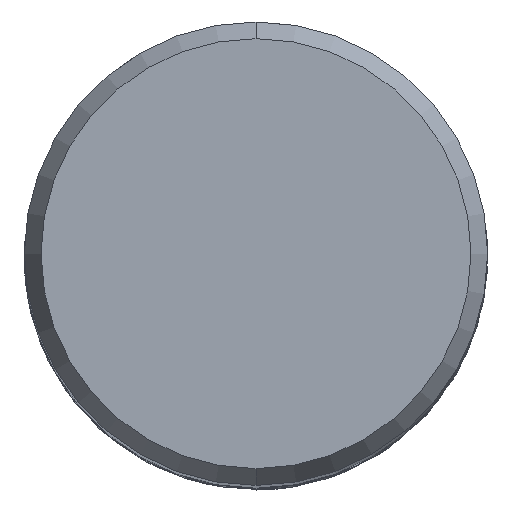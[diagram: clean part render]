
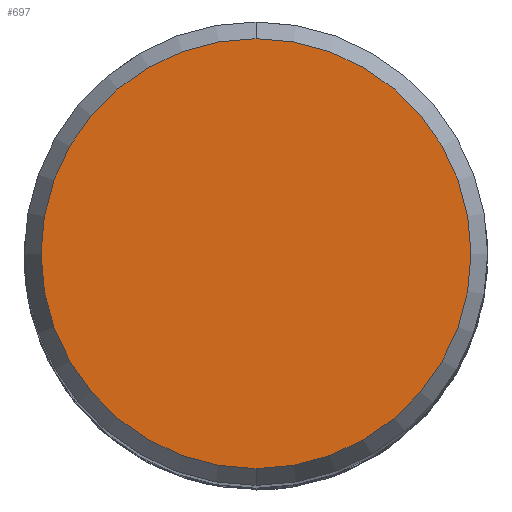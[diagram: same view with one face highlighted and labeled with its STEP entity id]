
A CAD part, top view. The second image highlights one B-rep face of the part: STEP entity #697.
In plain terms, the highlighted planar face has unit normal (0, 0, 1).
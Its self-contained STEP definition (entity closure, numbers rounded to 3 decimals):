
#697=ADVANCED_FACE('',(#1689),#1690,.T.);
#891=EDGE_CURVE('',#1085,#1025,#1901,.T.);
#1025=VERTEX_POINT('',#2053);
#1085=VERTEX_POINT('',#2118);
#1247=EDGE_CURVE('',#1025,#1085,#2294,.T.);
#1689=FACE_OUTER_BOUND('',#5132,.T.);
#1690=PLANE('',#5133);
#1901=CIRCLE('',#6532,7.423);
#2053=CARTESIAN_POINT('',(0.0,7.423,0.0));
#2118=CARTESIAN_POINT('',(0.,-7.423,0.0));
#2294=CIRCLE('',#9717,7.423);
#5132=EDGE_LOOP('',(#10983,#10984));
#5133=AXIS2_PLACEMENT_3D('',#10985,#10986,#10987);
#6532=AXIS2_PLACEMENT_3D('',#11207,#11208,#11209);
#9717=AXIS2_PLACEMENT_3D('',#11682,#11683,#11684);
#10983=ORIENTED_EDGE('',*,*,#1247,.F.);
#10984=ORIENTED_EDGE('',*,*,#891,.F.);
#10985=CARTESIAN_POINT('',(0.0,3.711,0.0));
#10986=DIRECTION('',(-0.0,0.0,1.0));
#10987=DIRECTION('',(0.0,-1.0,0.0));
#11207=CARTESIAN_POINT('',(0.0,0.0,0.0));
#11208=DIRECTION('',(0.0,0.0,-1.0));
#11209=DIRECTION('',(0.0,1.0,0.0));
#11682=CARTESIAN_POINT('',(0.0,0.0,0.0));
#11683=DIRECTION('',(0.0,0.0,-1.0));
#11684=DIRECTION('',(0.0,1.0,0.0));
